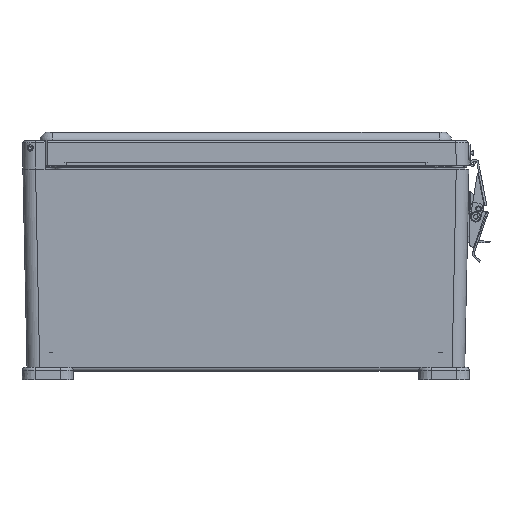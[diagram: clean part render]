
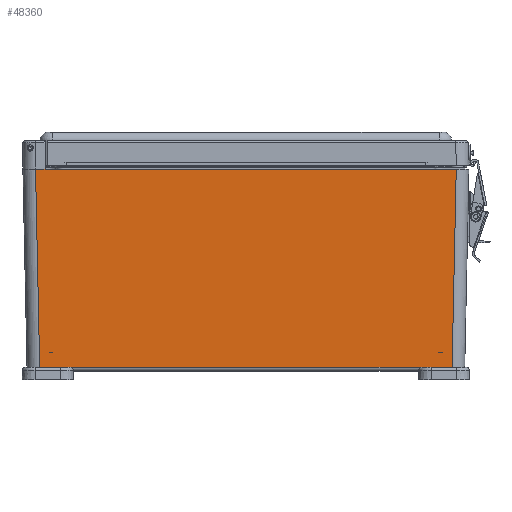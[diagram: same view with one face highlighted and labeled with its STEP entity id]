
A CAD part, left-side view. The second image highlights one B-rep face of the part: STEP entity #48360.
In plain terms, the highlighted planar face has unit normal (-1, 0, -0.021).
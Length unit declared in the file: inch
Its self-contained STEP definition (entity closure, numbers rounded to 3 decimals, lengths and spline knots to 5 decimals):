
#4404 = EDGE_CURVE ( 'NONE', #83511, #85591, #32630, .T. ) ;
#9747 = CARTESIAN_POINT ( 'NONE',  ( -7.61006, 6.23506, 6. ) ) ;
#9838 = AXIS2_PLACEMENT_3D ( 'NONE', #14775, #72355, #65546 ) ;
#10296 = LINE ( 'NONE', #73822, #32154 ) ;
#11403 = VECTOR ( 'NONE', #75740, 39.37008 ) ;
#11996 = ORIENTED_EDGE ( 'NONE', *, *, #58807, .T. ) ;
#14775 = CARTESIAN_POINT ( 'NONE',  ( -7.48438, -6.48438, 0. ) ) ;
#15549 = EDGE_CURVE ( 'NONE', #83511, #54543, #91540, .T. ) ;
#19727 = CARTESIAN_POINT ( 'NONE',  ( -7.48126, -6.10634, -0.14879 ) ) ;
#20616 = EDGE_CURVE ( 'NONE', #85591, #78065, #57047, .T. ) ;
#21051 = ORIENTED_EDGE ( 'NONE', *, *, #4404, .F. ) ;
#22933 = FACE_OUTER_BOUND ( 'NONE', #38892, .T. ) ;
#25490 = EDGE_CURVE ( 'NONE', #70751, #78065, #10296, .T. ) ;
#25571 = CARTESIAN_POINT ( 'NONE',  ( -7.61006, 6.23514, 6. ) ) ;
#30042 = DIRECTION ( 'NONE',  ( 1., 0., 0. ) ) ;
#31751 = CIRCLE ( 'NONE', #71209, 0.375 ) ;
#32154 = VECTOR ( 'NONE', #66775, 39.37008 ) ;
#32630 = LINE ( 'NONE', #19727, #78641 ) ;
#38892 = EDGE_LOOP ( 'NONE', ( #69361, #43034, #72444, #21051, #66010, #11996 ) ) ;
#43034 = ORIENTED_EDGE ( 'NONE', *, *, #25490, .T. ) ;
#45363 = CARTESIAN_POINT ( 'NONE',  ( -7.61006, 5.95381, 6. ) ) ;
#46525 = DIRECTION ( 'NONE',  ( 0., 1., 0. ) ) ;
#46813 = CARTESIAN_POINT ( 'NONE',  ( -7.61006, -6.48438, 6. ) ) ;
#48360 = ADVANCED_FACE ( 'NONE', ( #22933 ), #79703, .T. ) ;
#51036 = EDGE_CURVE ( 'NONE', #70751, #92815, #31751, .T. ) ;
#54543 = VERTEX_POINT ( 'NONE', #45363 ) ;
#57047 = LINE ( 'NONE', #61262, #62780 ) ;
#57396 = LINE ( 'NONE', #46813, #11403 ) ;
#58807 = EDGE_CURVE ( 'NONE', #54543, #92815, #57396, .T. ) ;
#61262 = CARTESIAN_POINT ( 'NONE',  ( -7.48694, -3.24219, 0.12238 ) ) ;
#61878 = CARTESIAN_POINT ( 'NONE',  ( -7.61006, -6.48438, 6. ) ) ;
#62780 = VECTOR ( 'NONE', #46525, 39.37008 ) ;
#65546 = DIRECTION ( 'NONE',  ( -0.021, 0., 1. ) ) ;
#66010 = ORIENTED_EDGE ( 'NONE', *, *, #15549, .T. ) ;
#66775 = DIRECTION ( 'NONE',  ( 0.021, -0.021, -1. ) ) ;
#66996 = CARTESIAN_POINT ( 'NONE',  ( -7.48694, 6.11202, 0.12238 ) ) ;
#69322 = DIRECTION ( 'NONE',  ( 0., 1., 0. ) ) ;
#69361 = ORIENTED_EDGE ( 'NONE', *, *, #51036, .F. ) ;
#70751 = VERTEX_POINT ( 'NONE', #25571 ) ;
#71209 = AXIS2_PLACEMENT_3D ( 'NONE', #88819, #74378, #30042 ) ;
#72031 = VECTOR ( 'NONE', #69322, 39.37008 ) ;
#72355 = DIRECTION ( 'NONE',  ( -1., 0., -0.021 ) ) ;
#72444 = ORIENTED_EDGE ( 'NONE', *, *, #20616, .F. ) ;
#73822 = CARTESIAN_POINT ( 'NONE',  ( -7.48694, 6.11202, 0.12238 ) ) ;
#74378 = DIRECTION ( 'NONE',  ( 0., 0., 1. ) ) ;
#75740 = DIRECTION ( 'NONE',  ( 0., 1., 0. ) ) ;
#78065 = VERTEX_POINT ( 'NONE', #66996 ) ;
#78390 = CARTESIAN_POINT ( 'NONE',  ( -7.48694, -6.11202, 0.12238 ) ) ;
#78641 = VECTOR ( 'NONE', #85957, 39.37008 ) ;
#79703 = PLANE ( 'NONE',  #9838 ) ;
#83000 = CARTESIAN_POINT ( 'NONE',  ( -7.61006, -6.23514, 6. ) ) ;
#83511 = VERTEX_POINT ( 'NONE', #83000 ) ;
#85591 = VERTEX_POINT ( 'NONE', #78390 ) ;
#85957 = DIRECTION ( 'NONE',  ( 0.021, 0.021, -1. ) ) ;
#88819 = CARTESIAN_POINT ( 'NONE',  ( -7.23506, 6.23506, 6. ) ) ;
#91540 = LINE ( 'NONE', #61878, #72031 ) ;
#92815 = VERTEX_POINT ( 'NONE', #9747 ) ;
